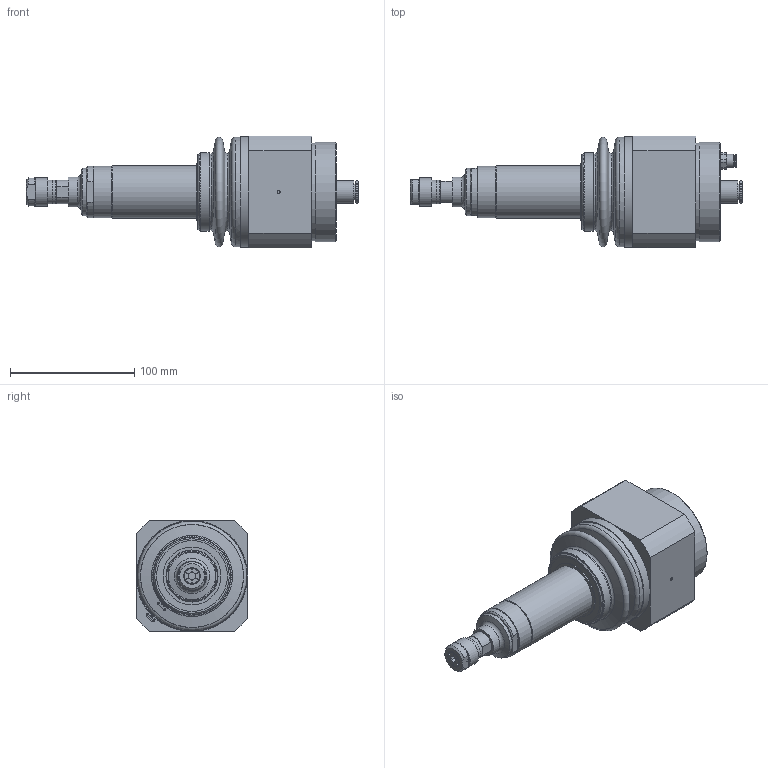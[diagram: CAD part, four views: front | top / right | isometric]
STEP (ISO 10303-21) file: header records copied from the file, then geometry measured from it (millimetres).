
FILE_DESCRIPTION(/* description */ ('ESR 50'),/* implementation_level */ '2;1');
FILE_NAME(/* name */ 'ESR 50_29940055.stp',/* time_stamp */ '2024-08-26T10:52:52+02:00',/* author */ ('DSteinicke'),/* organization */ (''),/* preprocessor_version */ 'ST-DEVELOPER v20',/* originating_system */ 'Autodesk Inventor 2024',/* authorisation */ '');
FILE_SCHEMA (('AUTOMOTIVE_DESIGN { 1 0 10303 214 3 1 1 }'));
Length unit declared in the file: millimetre
Products named in the file (1): 29940055
Bounding box: 267.32 x 90 x 90 mm (x, y, z)
Volume: 808482.4 mm3; surface area: 92306.5 mm2
Topology: 1 solids, 4 shells, 413 faces, 1136 edges, 726 vertices
Faces by surface type: plane 173, cylinder 138, cone 84, torus 18
Full cylindrical faces by diameter (mm): 2.5 x1, 4.917 x4, 5.999 x2, 6 x4, 7.2 x1, 8.565 x1, 8.566 x1, 9.9 x1, 10.5 x1, 10.6 x1, 12 x1, 13.2 x2, 17.917 x1, 18.5 x2, 18.98 x1, 19 x2, 19.2 x1, 20.3 x2, 20.8 x1, 23 x1, 24 x1, 36 x1, 37.5 x2, 38 x1, 41.5 x1, 42 x1, 46.5 x1, 61.5 x1, 62 x5, 78.178 x1
Entity records: 14142 total; most frequent: CARTESIAN_POINT 3109, ORIENTED_EDGE 2272, DIRECTION 2250, EDGE_CURVE 1136, AXIS2_PLACEMENT_3D 911, VERTEX_POINT 726, CIRCLE 497, EDGE_LOOP 466
